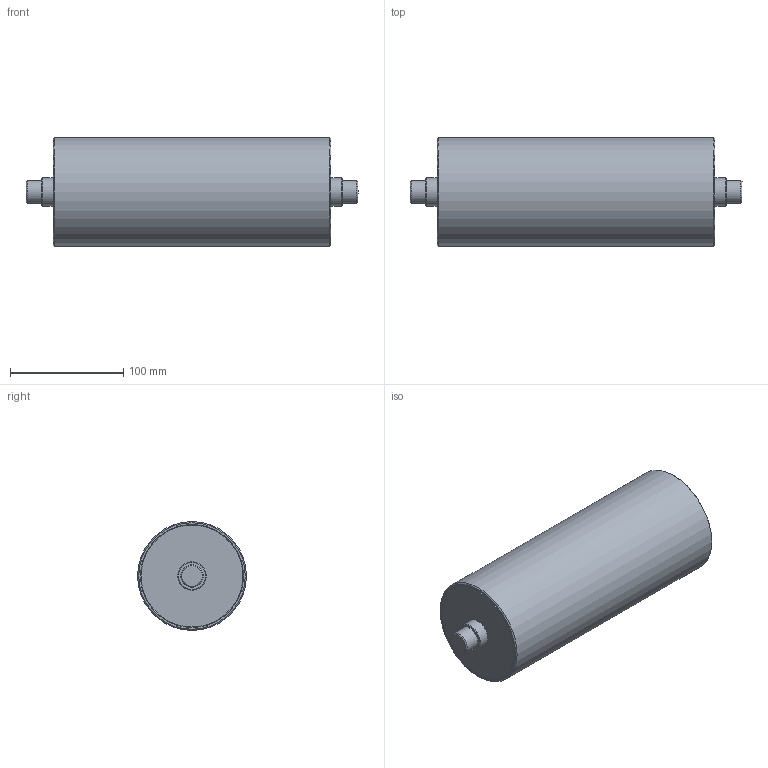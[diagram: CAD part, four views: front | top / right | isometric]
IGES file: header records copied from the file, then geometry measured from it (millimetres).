
Global section: file name: 909095.stp.ipt; native system: Autodesk Inventor 2014; preprocessor: unknown; author: zeman; date: 20151016.131700; units: millimetre
Bounding box: 293 x 96 x 96 mm (x, y, z)
Volume: 453984.7 mm3; surface area: 181136.6 mm2
Topology: 3 solids, 3 shells, 30 faces, 52 edges, 34 vertices
Faces by surface type: plane 12, cylinder 7, cone 6, revolution 5
Full cylindrical faces by diameter (mm): 20 x2, 25 x2, 90 x2, 96 x1
